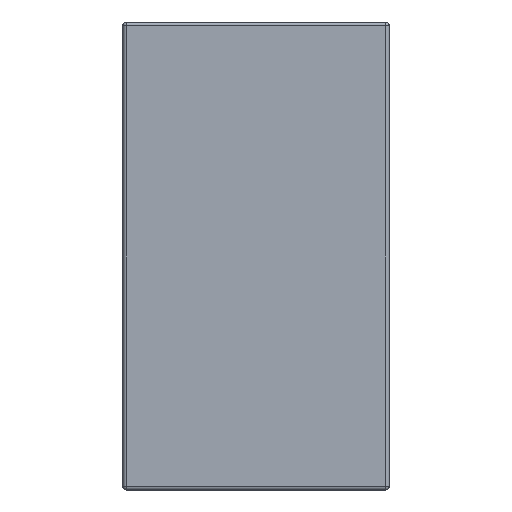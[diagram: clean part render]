
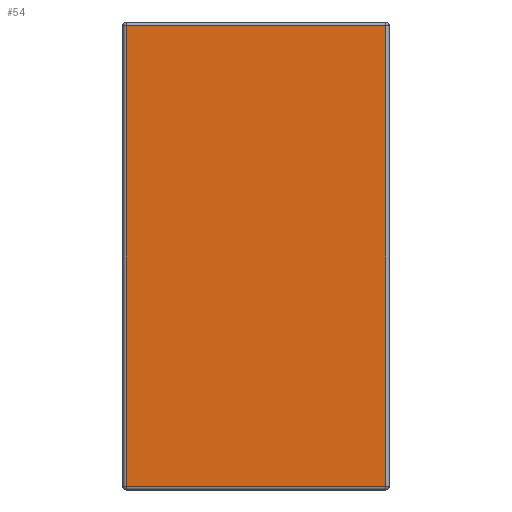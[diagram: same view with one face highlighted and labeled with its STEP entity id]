
A CAD part, left-side view. The second image highlights one B-rep face of the part: STEP entity #54.
In plain terms, the highlighted planar face has unit normal (-1, 0, 0).
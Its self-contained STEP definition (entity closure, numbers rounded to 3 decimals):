
#4 = CARTESIAN_POINT ( 'NONE',  ( -6.3, 3.7, 0. ) ) ;
#9 = CARTESIAN_POINT ( 'NONE',  ( -6.3, 3.65, -0.05 ) ) ;
#54 = ADVANCED_FACE ( 'NONE', ( #1808 ), #305, .T. ) ;
#78 = VERTEX_POINT ( 'NONE', #9 ) ;
#119 = DIRECTION ( 'NONE',  ( 0., 0., 1. ) ) ;
#158 = DIRECTION ( 'NONE',  ( 0., 1., 0. ) ) ;
#305 = PLANE ( 'NONE',  #891 ) ;
#392 = VECTOR ( 'NONE', #158, 1000. ) ;
#449 = VERTEX_POINT ( 'NONE', #1528 ) ;
#519 = VERTEX_POINT ( 'NONE', #1124 ) ;
#535 = LINE ( 'NONE', #1947, #392 ) ;
#714 = DIRECTION ( 'NONE',  ( 0., 0., -1. ) ) ;
#749 = DIRECTION ( 'NONE',  ( -1., 0., 0. ) ) ;
#756 = DIRECTION ( 'NONE',  ( 0., 0., 1. ) ) ;
#789 = EDGE_CURVE ( 'NONE', #449, #78, #535, .T. ) ;
#890 = ORIENTED_EDGE ( 'NONE', *, *, #1803, .T. ) ;
#891 = AXIS2_PLACEMENT_3D ( 'NONE', #4, #749, #756 ) ;
#931 = ORIENTED_EDGE ( 'NONE', *, *, #1839, .T. ) ;
#1007 = CARTESIAN_POINT ( 'NONE',  ( -6.3, 3.65, -6.45 ) ) ;
#1124 = CARTESIAN_POINT ( 'NONE',  ( -6.3, 0.05, -6.45 ) ) ;
#1205 = LINE ( 'NONE', #1321, #1554 ) ;
#1303 = CARTESIAN_POINT ( 'NONE',  ( -6.3, 0.05, 0. ) ) ;
#1321 = CARTESIAN_POINT ( 'NONE',  ( -6.3, 3.65, 0. ) ) ;
#1379 = ORIENTED_EDGE ( 'NONE', *, *, #789, .T. ) ;
#1380 = VECTOR ( 'NONE', #1695, 1000. ) ;
#1444 = LINE ( 'NONE', #1303, #1527 ) ;
#1483 = EDGE_LOOP ( 'NONE', ( #1379, #931, #1759, #890 ) ) ;
#1505 = EDGE_CURVE ( 'NONE', #1779, #519, #1706, .T. ) ;
#1527 = VECTOR ( 'NONE', #119, 1000. ) ;
#1528 = CARTESIAN_POINT ( 'NONE',  ( -6.3, 0.05, -0.05 ) ) ;
#1554 = VECTOR ( 'NONE', #714, 1000. ) ;
#1691 = CARTESIAN_POINT ( 'NONE',  ( -6.3, 3.7, -6.45 ) ) ;
#1695 = DIRECTION ( 'NONE',  ( 0., -1., 0. ) ) ;
#1706 = LINE ( 'NONE', #1691, #1380 ) ;
#1759 = ORIENTED_EDGE ( 'NONE', *, *, #1505, .T. ) ;
#1779 = VERTEX_POINT ( 'NONE', #1007 ) ;
#1803 = EDGE_CURVE ( 'NONE', #519, #449, #1444, .T. ) ;
#1808 = FACE_OUTER_BOUND ( 'NONE', #1483, .T. ) ;
#1839 = EDGE_CURVE ( 'NONE', #78, #1779, #1205, .T. ) ;
#1947 = CARTESIAN_POINT ( 'NONE',  ( -6.3, 3.7, -0.05 ) ) ;
